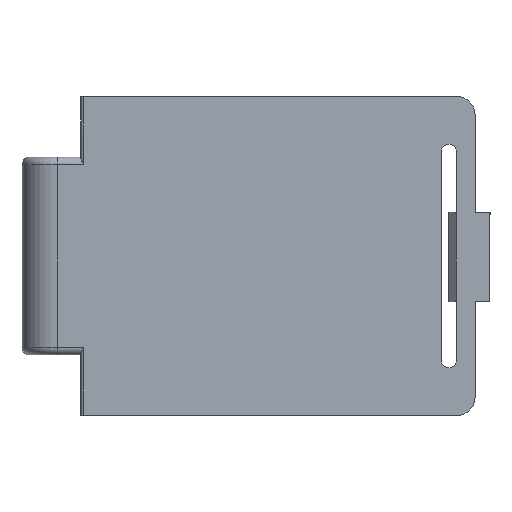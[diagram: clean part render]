
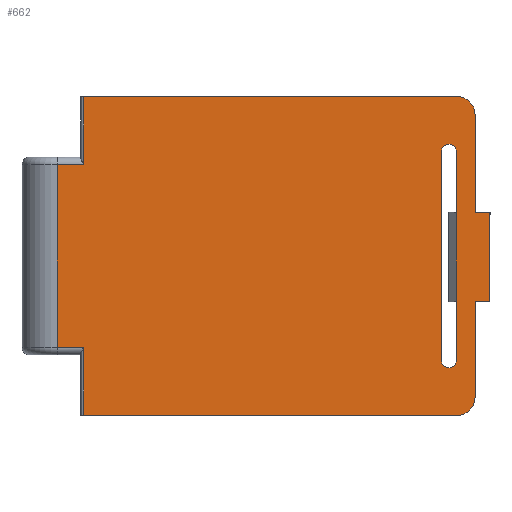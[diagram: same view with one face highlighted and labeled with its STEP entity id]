
A CAD part, top view. The second image highlights one B-rep face of the part: STEP entity #662.
In plain terms, the highlighted planar face has unit normal (0, 0, 1).
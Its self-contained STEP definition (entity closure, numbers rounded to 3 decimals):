
#41 = VECTOR ( 'NONE', #327, 1000. ) ;
#64 = CIRCLE ( 'NONE', #105, 0.5 ) ;
#77 = VERTEX_POINT ( 'NONE', #2200 ) ;
#94 = FACE_OUTER_BOUND ( 'NONE', #1890, .T. ) ;
#101 = VERTEX_POINT ( 'NONE', #1062 ) ;
#105 = AXIS2_PLACEMENT_3D ( 'NONE', #1026, #844, #1598 ) ;
#115 = DIRECTION ( 'NONE',  ( 0., 0., 1. ) ) ;
#116 = CARTESIAN_POINT ( 'NONE',  ( -29.65, 18.7, 22. ) ) ;
#125 = EDGE_CURVE ( 'NONE', #717, #465, #2393, .T. ) ;
#144 = LINE ( 'NONE', #1309, #1395 ) ;
#156 = VERTEX_POINT ( 'NONE', #1656 ) ;
#168 = DIRECTION ( 'NONE',  ( 0., 0., -1. ) ) ;
#182 = ORIENTED_EDGE ( 'NONE', *, *, #1253, .F. ) ;
#192 = CARTESIAN_POINT ( 'NONE',  ( -3.9, 5.575, 22. ) ) ;
#197 = CARTESIAN_POINT ( 'NONE',  ( -29.65, 6.45, 22. ) ) ;
#228 = VERTEX_POINT ( 'NONE', #1979 ) ;
#237 = CARTESIAN_POINT ( 'NONE',  ( -0.65, 9.5, 22. ) ) ;
#249 = CARTESIAN_POINT ( 'NONE',  ( -2.85, 22.05, 22. ) ) ;
#253 = EDGE_CURVE ( 'NONE', #942, #2026, #1048, .T. ) ;
#255 = CIRCLE ( 'NONE', #1650, 1.2 ) ;
#259 = CARTESIAN_POINT ( 'NONE',  ( -1.65, 9.5, 22. ) ) ;
#289 = VERTEX_POINT ( 'NONE', #2138 ) ;
#294 = AXIS2_PLACEMENT_3D ( 'NONE', #667, #115, #1409 ) ;
#301 = VERTEX_POINT ( 'NONE', #2376 ) ;
#320 = EDGE_CURVE ( 'NONE', #2293, #1334, #2390, .T. ) ;
#327 = DIRECTION ( 'NONE',  ( 1., 0., 0. ) ) ;
#341 = ORIENTED_EDGE ( 'NONE', *, *, #1224, .T. ) ;
#370 = CARTESIAN_POINT ( 'NONE',  ( -29.65, 6.45, 22. ) ) ;
#375 = ORIENTED_EDGE ( 'NONE', *, *, #320, .T. ) ;
#401 = CARTESIAN_POINT ( 'NONE',  ( -29.65, 23.25, 22. ) ) ;
#408 = EDGE_CURVE ( 'NONE', #465, #923, #1111, .T. ) ;
#414 = DIRECTION ( 'NONE',  ( -1., 0., 0. ) ) ;
#456 = ORIENTED_EDGE ( 'NONE', *, *, #2356, .T. ) ;
#460 = DIRECTION ( 'NONE',  ( 1., 0., 0. ) ) ;
#465 = VERTEX_POINT ( 'NONE', #932 ) ;
#481 = ORIENTED_EDGE ( 'NONE', *, *, #1629, .T. ) ;
#503 = DIRECTION ( 'NONE',  ( 0., 1., 0. ) ) ;
#509 = VERTEX_POINT ( 'NONE', #968 ) ;
#517 = DIRECTION ( 'NONE',  ( 1., 0., 0. ) ) ;
#542 = CARTESIAN_POINT ( 'NONE',  ( -29.65, 1.9, 22. ) ) ;
#550 = CARTESIAN_POINT ( 'NONE',  ( -3.4, 5.575, 22. ) ) ;
#558 = ORIENTED_EDGE ( 'NONE', *, *, #930, .F. ) ;
#569 = ORIENTED_EDGE ( 'NONE', *, *, #125, .T. ) ;
#576 = VERTEX_POINT ( 'NONE', #783 ) ;
#608 = DIRECTION ( 'NONE',  ( 0., 1., 0. ) ) ;
#662 = ADVANCED_FACE ( 'NONE', ( #94, #2361 ), #2324, .T. ) ;
#667 = CARTESIAN_POINT ( 'NONE',  ( -2.85, 3.1, 22. ) ) ;
#670 = CARTESIAN_POINT ( 'NONE',  ( -1.65, 9.5, 22. ) ) ;
#673 = EDGE_CURVE ( 'NONE', #1757, #156, #1577, .T. ) ;
#702 = DIRECTION ( 'NONE',  ( 0., -1., 0. ) ) ;
#717 = VERTEX_POINT ( 'NONE', #1565 ) ;
#722 = VECTOR ( 'NONE', #896, 1000. ) ;
#776 = ORIENTED_EDGE ( 'NONE', *, *, #1614, .T. ) ;
#782 = VERTEX_POINT ( 'NONE', #2013 ) ;
#783 = CARTESIAN_POINT ( 'NONE',  ( -2.85, 1.9, 22. ) ) ;
#789 = LINE ( 'NONE', #401, #1175 ) ;
#844 = DIRECTION ( 'NONE',  ( 0., 0., -1. ) ) ;
#860 = CIRCLE ( 'NONE', #294, 1.2 ) ;
#878 = CARTESIAN_POINT ( 'NONE',  ( -27.856, 23.25, 22. ) ) ;
#891 = CARTESIAN_POINT ( 'NONE',  ( -29.65, 12.5, 22. ) ) ;
#896 = DIRECTION ( 'NONE',  ( 1., 0., 0. ) ) ;
#923 = VERTEX_POINT ( 'NONE', #197 ) ;
#926 = DIRECTION ( 'NONE',  ( 0., -1., 0. ) ) ;
#930 = EDGE_CURVE ( 'NONE', #717, #1944, #1549, .T. ) ;
#932 = CARTESIAN_POINT ( 'NONE',  ( -29.65, 18.7, 22. ) ) ;
#942 = VERTEX_POINT ( 'NONE', #670 ) ;
#949 = VECTOR ( 'NONE', #1201, 1000. ) ;
#953 = ORIENTED_EDGE ( 'NONE', *, *, #1796, .T. ) ;
#968 = CARTESIAN_POINT ( 'NONE',  ( -1.65, 22.05, 22. ) ) ;
#999 = DIRECTION ( 'NONE',  ( -1., 0., 0. ) ) ;
#1015 = CARTESIAN_POINT ( 'NONE',  ( -29.65, 12.5, 22. ) ) ;
#1026 = CARTESIAN_POINT ( 'NONE',  ( -3.4, 19.575, 22. ) ) ;
#1048 = LINE ( 'NONE', #259, #1978 ) ;
#1062 = CARTESIAN_POINT ( 'NONE',  ( -2.9, 19.575, 22. ) ) ;
#1070 = EDGE_CURVE ( 'NONE', #156, #101, #64, .T. ) ;
#1093 = CARTESIAN_POINT ( 'NONE',  ( -0.65, 23.25, 22. ) ) ;
#1111 = LINE ( 'NONE', #891, #1541 ) ;
#1112 = LINE ( 'NONE', #1866, #1905 ) ;
#1116 = EDGE_CURVE ( 'NONE', #1334, #576, #1847, .T. ) ;
#1124 = EDGE_CURVE ( 'NONE', #77, #301, #2044, .T. ) ;
#1128 = EDGE_CURVE ( 'NONE', #289, #77, #144, .T. ) ;
#1131 = ORIENTED_EDGE ( 'NONE', *, *, #2205, .T. ) ;
#1175 = VECTOR ( 'NONE', #414, 1000. ) ;
#1178 = DIRECTION ( 'NONE',  ( 1., 0., 0. ) ) ;
#1189 = CARTESIAN_POINT ( 'NONE',  ( -1.65, 3.1, 22. ) ) ;
#1201 = DIRECTION ( 'NONE',  ( 0., -1., 0. ) ) ;
#1224 = EDGE_CURVE ( 'NONE', #923, #2293, #2264, .T. ) ;
#1253 = EDGE_CURVE ( 'NONE', #301, #942, #1942, .T. ) ;
#1294 = CARTESIAN_POINT ( 'NONE',  ( -27.856, 5.75, 22. ) ) ;
#1309 = CARTESIAN_POINT ( 'NONE',  ( -1.65, 15.5, 22. ) ) ;
#1334 = VERTEX_POINT ( 'NONE', #1530 ) ;
#1353 = VECTOR ( 'NONE', #926, 1000. ) ;
#1390 = AXIS2_PLACEMENT_3D ( 'NONE', #550, #168, #2017 ) ;
#1395 = VECTOR ( 'NONE', #517, 1000. ) ;
#1409 = DIRECTION ( 'NONE',  ( 1., 0., 0. ) ) ;
#1417 = DIRECTION ( 'NONE',  ( 0., 1., 0. ) ) ;
#1427 = ORIENTED_EDGE ( 'NONE', *, *, #253, .F. ) ;
#1530 = CARTESIAN_POINT ( 'NONE',  ( -27.856, 1.9, 22. ) ) ;
#1541 = VECTOR ( 'NONE', #702, 1000. ) ;
#1549 = LINE ( 'NONE', #2307, #1617 ) ;
#1564 = ORIENTED_EDGE ( 'NONE', *, *, #1128, .F. ) ;
#1565 = CARTESIAN_POINT ( 'NONE',  ( -27.856, 18.7, 22. ) ) ;
#1567 = CARTESIAN_POINT ( 'NONE',  ( -2.9, 12.5, 22. ) ) ;
#1577 = LINE ( 'NONE', #2336, #2093 ) ;
#1598 = DIRECTION ( 'NONE',  ( -1., 0., 0. ) ) ;
#1614 = EDGE_CURVE ( 'NONE', #289, #509, #1112, .T. ) ;
#1615 = DIRECTION ( 'NONE',  ( 0., 0., 1. ) ) ;
#1617 = VECTOR ( 'NONE', #608, 1000. ) ;
#1629 = EDGE_CURVE ( 'NONE', #228, #1757, #2223, .T. ) ;
#1650 = AXIS2_PLACEMENT_3D ( 'NONE', #249, #1715, #1178 ) ;
#1656 = CARTESIAN_POINT ( 'NONE',  ( -3.9, 19.575, 22. ) ) ;
#1663 = ORIENTED_EDGE ( 'NONE', *, *, #1070, .T. ) ;
#1715 = DIRECTION ( 'NONE',  ( 0., 0., 1. ) ) ;
#1721 = ORIENTED_EDGE ( 'NONE', *, *, #408, .T. ) ;
#1757 = VERTEX_POINT ( 'NONE', #192 ) ;
#1776 = AXIS2_PLACEMENT_3D ( 'NONE', #1015, #1615, #460 ) ;
#1796 = EDGE_CURVE ( 'NONE', #101, #228, #1814, .T. ) ;
#1814 = LINE ( 'NONE', #1567, #949 ) ;
#1847 = LINE ( 'NONE', #542, #41 ) ;
#1860 = EDGE_LOOP ( 'NONE', ( #953, #481, #2255, #1663 ) ) ;
#1866 = CARTESIAN_POINT ( 'NONE',  ( -1.65, 15.5, 22. ) ) ;
#1890 = EDGE_LOOP ( 'NONE', ( #1721, #341, #375, #2068, #456, #1427, #182, #2119, #1564, #776, #1131, #2298, #558, #569 ) ) ;
#1905 = VECTOR ( 'NONE', #503, 1000. ) ;
#1942 = LINE ( 'NONE', #237, #2227 ) ;
#1944 = VERTEX_POINT ( 'NONE', #878 ) ;
#1978 = VECTOR ( 'NONE', #2364, 1000. ) ;
#1979 = CARTESIAN_POINT ( 'NONE',  ( -2.9, 5.575, 22. ) ) ;
#2013 = CARTESIAN_POINT ( 'NONE',  ( -2.85, 23.25, 22. ) ) ;
#2017 = DIRECTION ( 'NONE',  ( -1., 0., 0. ) ) ;
#2018 = CARTESIAN_POINT ( 'NONE',  ( -27.856, 6.45, 22. ) ) ;
#2026 = VERTEX_POINT ( 'NONE', #1189 ) ;
#2043 = DIRECTION ( 'NONE',  ( -1., 0., 0. ) ) ;
#2044 = LINE ( 'NONE', #1093, #1353 ) ;
#2068 = ORIENTED_EDGE ( 'NONE', *, *, #1116, .T. ) ;
#2093 = VECTOR ( 'NONE', #1417, 1000. ) ;
#2096 = EDGE_CURVE ( 'NONE', #782, #1944, #789, .T. ) ;
#2119 = ORIENTED_EDGE ( 'NONE', *, *, #1124, .F. ) ;
#2138 = CARTESIAN_POINT ( 'NONE',  ( -1.65, 15.5, 22. ) ) ;
#2200 = CARTESIAN_POINT ( 'NONE',  ( -0.65, 15.5, 22. ) ) ;
#2205 = EDGE_CURVE ( 'NONE', #509, #782, #255, .T. ) ;
#2217 = VECTOR ( 'NONE', #2236, 1000. ) ;
#2223 = CIRCLE ( 'NONE', #1390, 0.5 ) ;
#2227 = VECTOR ( 'NONE', #999, 1000. ) ;
#2236 = DIRECTION ( 'NONE',  ( 0., -1., 0. ) ) ;
#2255 = ORIENTED_EDGE ( 'NONE', *, *, #673, .T. ) ;
#2264 = LINE ( 'NONE', #370, #722 ) ;
#2293 = VERTEX_POINT ( 'NONE', #2018 ) ;
#2298 = ORIENTED_EDGE ( 'NONE', *, *, #2096, .T. ) ;
#2307 = CARTESIAN_POINT ( 'NONE',  ( -27.856, 19.25, 22. ) ) ;
#2324 = PLANE ( 'NONE',  #1776 ) ;
#2336 = CARTESIAN_POINT ( 'NONE',  ( -3.9, 12.5, 22. ) ) ;
#2338 = VECTOR ( 'NONE', #2043, 1000. ) ;
#2356 = EDGE_CURVE ( 'NONE', #576, #2026, #860, .T. ) ;
#2361 = FACE_BOUND ( 'NONE', #1860, .T. ) ;
#2364 = DIRECTION ( 'NONE',  ( 0., -1., 0. ) ) ;
#2376 = CARTESIAN_POINT ( 'NONE',  ( -0.65, 9.5, 22. ) ) ;
#2390 = LINE ( 'NONE', #1294, #2217 ) ;
#2393 = LINE ( 'NONE', #116, #2338 ) ;
